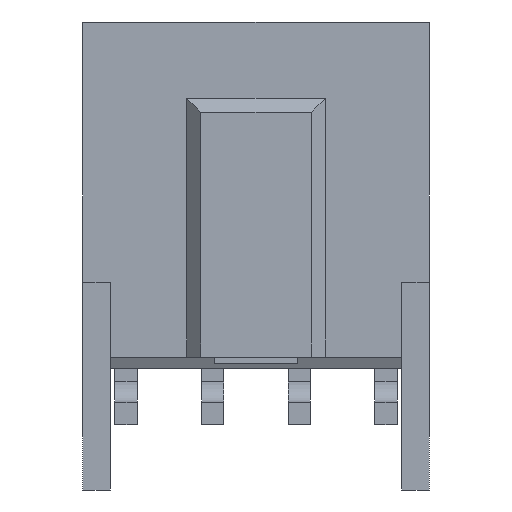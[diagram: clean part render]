
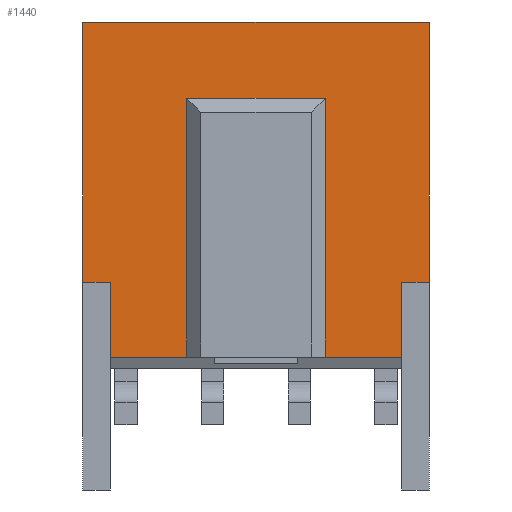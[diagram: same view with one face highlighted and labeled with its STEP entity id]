
A CAD part, front view. The second image highlights one B-rep face of the part: STEP entity #1440.
In plain terms, the highlighted planar face has unit normal (0, -1, 0).
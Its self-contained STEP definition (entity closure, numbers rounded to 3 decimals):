
#72=DIRECTION('',(0.,0.,-1.));
#73=VECTOR('',#72,7.5);
#74=CARTESIAN_POINT('',(-5.,1.8,7.5));
#75=LINE('',#74,#73);
#125=DIRECTION('',(-1.,0.,0.));
#126=VECTOR('',#125,2.2);
#127=CARTESIAN_POINT('',(4.2,1.8,-2.165));
#128=LINE('',#127,#126);
#129=DIRECTION('',(0.,0.,1.));
#130=VECTOR('',#129,7.465);
#131=CARTESIAN_POINT('',(2.,1.8,-2.165));
#132=LINE('',#131,#130);
#133=DIRECTION('',(1.,0.,0.));
#134=VECTOR('',#133,4.);
#135=CARTESIAN_POINT('',(-2.,1.8,5.3));
#136=LINE('',#135,#134);
#137=DIRECTION('',(-1.,0.,0.));
#138=VECTOR('',#137,2.2);
#139=CARTESIAN_POINT('',(-2.,1.8,-2.165));
#140=LINE('',#139,#138);
#141=DIRECTION('',(0.,0.,1.));
#142=VECTOR('',#141,2.165);
#143=CARTESIAN_POINT('',(-4.2,1.8,-2.165));
#144=LINE('',#143,#142);
#145=DIRECTION('',(1.,0.,0.));
#146=VECTOR('',#145,0.8);
#147=CARTESIAN_POINT('',(-5.,1.8,0.));
#148=LINE('',#147,#146);
#149=DIRECTION('',(1.,0.,0.));
#150=VECTOR('',#149,10.);
#151=CARTESIAN_POINT('',(-5.,1.8,7.5));
#152=LINE('',#151,#150);
#153=DIRECTION('',(-1.,0.,0.));
#154=VECTOR('',#153,0.8);
#155=CARTESIAN_POINT('',(5.,1.8,0.));
#156=LINE('',#155,#154);
#157=DIRECTION('',(0.,0.,1.));
#158=VECTOR('',#157,2.165);
#159=CARTESIAN_POINT('',(4.2,1.8,-2.165));
#160=LINE('',#159,#158);
#539=DIRECTION('',(0.,0.,-1.));
#540=VECTOR('',#539,7.5);
#541=CARTESIAN_POINT('',(5.,1.8,7.5));
#542=LINE('',#541,#540);
#1036=DIRECTION('',(0.,0.,1.));
#1037=VECTOR('',#1036,7.465);
#1038=CARTESIAN_POINT('',(-2.,1.8,-2.165));
#1039=LINE('',#1038,#1037);
#1069=CARTESIAN_POINT('',(-5.,1.8,7.5));
#1071=VERTEX_POINT('',#1069);
#1083=CARTESIAN_POINT('',(5.,1.8,7.5));
#1085=VERTEX_POINT('',#1083);
#1100=CARTESIAN_POINT('',(4.2,1.8,-2.165));
#1101=CARTESIAN_POINT('',(4.2,1.8,0.));
#1102=VERTEX_POINT('',#1100);
#1103=VERTEX_POINT('',#1101);
#1104=CARTESIAN_POINT('',(5.,1.8,0.));
#1105=VERTEX_POINT('',#1104);
#1120=CARTESIAN_POINT('',(-4.2,1.8,-2.165));
#1121=CARTESIAN_POINT('',(-4.2,1.8,0.));
#1122=VERTEX_POINT('',#1120);
#1123=VERTEX_POINT('',#1121);
#1124=CARTESIAN_POINT('',(-5.,1.8,0.));
#1125=VERTEX_POINT('',#1124);
#1336=CARTESIAN_POINT('',(-2.,1.8,5.3));
#1338=VERTEX_POINT('',#1336);
#1340=CARTESIAN_POINT('',(2.,1.8,5.3));
#1342=VERTEX_POINT('',#1340);
#1348=CARTESIAN_POINT('',(-2.,1.8,-2.165));
#1349=VERTEX_POINT('',#1348);
#1350=CARTESIAN_POINT('',(2.,1.8,-2.165));
#1351=VERTEX_POINT('',#1350);
#1410=CARTESIAN_POINT('',(-5.,1.8,7.5));
#1411=DIRECTION('',(0.,-1.,0.));
#1412=DIRECTION('',(0.,0.,-1.));
#1413=AXIS2_PLACEMENT_3D('',#1410,#1411,#1412);
#1414=PLANE('',#1413);
#1416=ORIENTED_EDGE('',*,*,#1415,.T.);
#1418=ORIENTED_EDGE('',*,*,#1417,.T.);
#1420=ORIENTED_EDGE('',*,*,#1419,.F.);
#1422=ORIENTED_EDGE('',*,*,#1421,.F.);
#1424=ORIENTED_EDGE('',*,*,#1423,.T.);
#1426=ORIENTED_EDGE('',*,*,#1425,.T.);
#1428=ORIENTED_EDGE('',*,*,#1427,.F.);
#1429=ORIENTED_EDGE('',*,*,#1381,.F.);
#1431=ORIENTED_EDGE('',*,*,#1430,.T.);
#1433=ORIENTED_EDGE('',*,*,#1432,.T.);
#1435=ORIENTED_EDGE('',*,*,#1434,.T.);
#1437=ORIENTED_EDGE('',*,*,#1436,.F.);
#1438=EDGE_LOOP('',(#1416,#1418,#1420,#1422,#1424,#1426,#1428,#1429,#1431,#1433,
#1435,#1437));
#1439=FACE_OUTER_BOUND('',#1438,.F.);
#1440=ADVANCED_FACE('',(#1439),#1414,.T.);
#1381=EDGE_CURVE('',#1071,#1125,#75,.T.);
#1415=EDGE_CURVE('',#1102,#1351,#128,.T.);
#1417=EDGE_CURVE('',#1351,#1342,#132,.T.);
#1419=EDGE_CURVE('',#1338,#1342,#136,.T.);
#1421=EDGE_CURVE('',#1349,#1338,#1039,.T.);
#1423=EDGE_CURVE('',#1349,#1122,#140,.T.);
#1425=EDGE_CURVE('',#1122,#1123,#144,.T.);
#1427=EDGE_CURVE('',#1125,#1123,#148,.T.);
#1430=EDGE_CURVE('',#1071,#1085,#152,.T.);
#1432=EDGE_CURVE('',#1085,#1105,#542,.T.);
#1434=EDGE_CURVE('',#1105,#1103,#156,.T.);
#1436=EDGE_CURVE('',#1102,#1103,#160,.T.);
